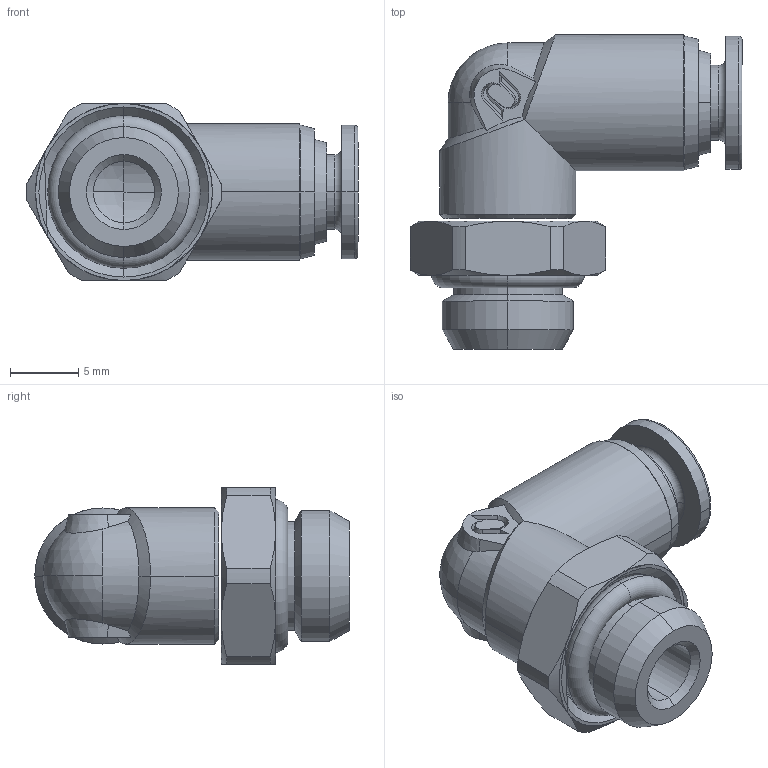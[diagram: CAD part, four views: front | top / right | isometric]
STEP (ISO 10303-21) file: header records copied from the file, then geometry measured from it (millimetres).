
FILE_DESCRIPTION (( 'STEP AP214' ), '1' );
FILE_NAME ('5911600003A.STEP', '2016-05-13T07:00:55', ( '' ), ( '' ), 'SwSTEP 2.0', 'SolidWorks 2016', '' );
FILE_SCHEMA (( 'AUTOMOTIVE_DESIGN' ));
Length unit declared in the file: millimetre
Products named in the file (1): 5911600003A
Bounding box: 24.4 x 23.1 x 13 mm (x, y, z)
Surface area: 1959.1 mm2 (no closed solid volume)
Topology: 0 solids, 6 shells, 177 faces, 445 edges, 283 vertices
Faces by surface type: plane 70, cone 42, cylinder 35, bspline 18, torus 10, sphere 2
Entity records: 8371 total; most frequent: CARTESIAN_POINT 2329, ORIENTED_EDGE 859, DIRECTION 800, EDGE_CURVE 445, AXIS2_PLACEMENT_3D 303, VERTEX_POINT 283, EDGE_LOOP 195, VECTOR 194
